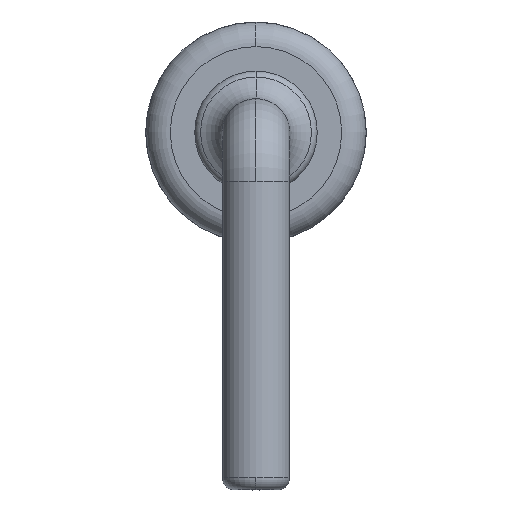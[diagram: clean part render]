
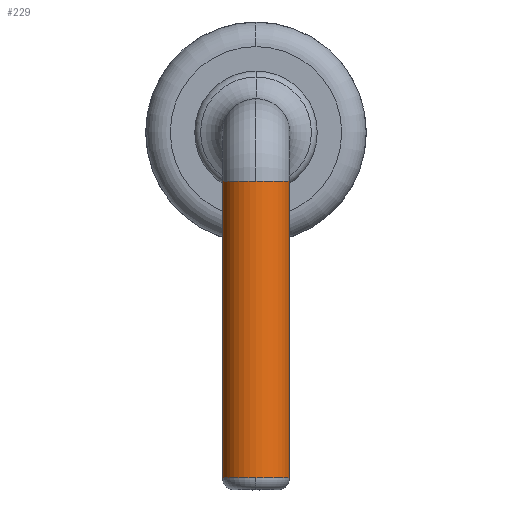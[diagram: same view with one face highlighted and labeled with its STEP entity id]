
A CAD part, left-side view. The second image highlights one B-rep face of the part: STEP entity #229.
In plain terms, the highlighted cylindrical face has radius 0.275 mm (diameter 0.55 mm), a full revolution.
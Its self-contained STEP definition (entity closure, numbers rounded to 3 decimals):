
#167 = VERTEX_POINT('',#168);
#168 = CARTESIAN_POINT('',(-5.355,0.,-1.9));
#175 = EDGE_CURVE('',#176,#167,#178,.T.);
#176 = VERTEX_POINT('',#177);
#177 = CARTESIAN_POINT('',(-4.805,0.,-1.9));
#178 = CIRCLE('',#179,0.275);
#179 = AXIS2_PLACEMENT_3D('',#180,#181,#182);
#180 = CARTESIAN_POINT('',(-5.08,0.,-1.9));
#181 = DIRECTION('',(0.,-0.,1.));
#182 = DIRECTION('',(1.,0.,0.));
#218 = EDGE_CURVE('',#167,#176,#219,.T.);
#219 = CIRCLE('',#220,0.275);
#220 = AXIS2_PLACEMENT_3D('',#221,#222,#223);
#221 = CARTESIAN_POINT('',(-5.08,0.,-1.9));
#222 = DIRECTION('',(0.,-0.,1.));
#223 = DIRECTION('',(1.,0.,0.));
#229 = ADVANCED_FACE('',(#230),#258,.T.);
#230 = FACE_BOUND('',#231,.T.);
#231 = EDGE_LOOP('',(#232,#233,#234,#241,#250,#257));
#232 = ORIENTED_EDGE('',*,*,#218,.T.);
#233 = ORIENTED_EDGE('',*,*,#175,.T.);
#234 = ORIENTED_EDGE('',*,*,#235,.F.);
#235 = EDGE_CURVE('',#236,#167,#238,.T.);
#236 = VERTEX_POINT('',#237);
#237 = CARTESIAN_POINT('',(-5.355,0.,0.52));
#238 = B_SPLINE_CURVE_WITH_KNOTS('',1,(#239,#240),.UNSPECIFIED.,.F.,.F.,
  (2,2),(0.,2.42),.PIECEWISE_BEZIER_KNOTS.);
#239 = CARTESIAN_POINT('',(-5.355,0.,0.52));
#240 = CARTESIAN_POINT('',(-5.355,0.,-1.9));
#241 = ORIENTED_EDGE('',*,*,#242,.F.);
#242 = EDGE_CURVE('',#243,#236,#245,.T.);
#243 = VERTEX_POINT('',#244);
#244 = CARTESIAN_POINT('',(-4.805,0.,0.52));
#245 = CIRCLE('',#246,0.275);
#246 = AXIS2_PLACEMENT_3D('',#247,#248,#249);
#247 = CARTESIAN_POINT('',(-5.08,0.,0.52));
#248 = DIRECTION('',(0.,-0.,1.));
#249 = DIRECTION('',(1.,0.,0.));
#250 = ORIENTED_EDGE('',*,*,#251,.F.);
#251 = EDGE_CURVE('',#236,#243,#252,.T.);
#252 = CIRCLE('',#253,0.275);
#253 = AXIS2_PLACEMENT_3D('',#254,#255,#256);
#254 = CARTESIAN_POINT('',(-5.08,0.,0.52));
#255 = DIRECTION('',(0.,-0.,1.));
#256 = DIRECTION('',(1.,0.,0.));
#257 = ORIENTED_EDGE('',*,*,#235,.T.);
#258 = CYLINDRICAL_SURFACE('',#259,0.275);
#259 = AXIS2_PLACEMENT_3D('',#260,#261,#262);
#260 = CARTESIAN_POINT('',(-5.08,0.,0.52));
#261 = DIRECTION('',(0.,0.,-1.));
#262 = DIRECTION('',(-1.,0.,0.));
